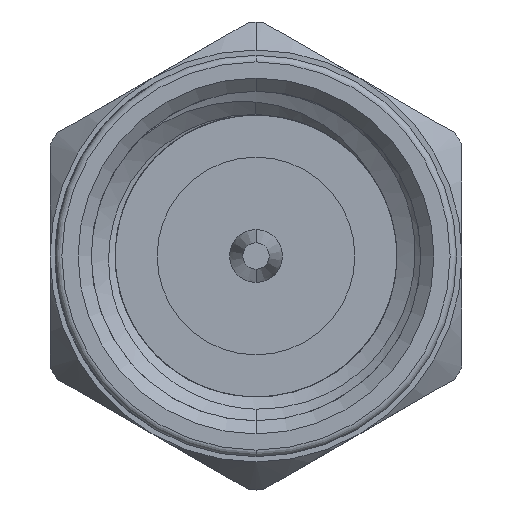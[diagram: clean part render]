
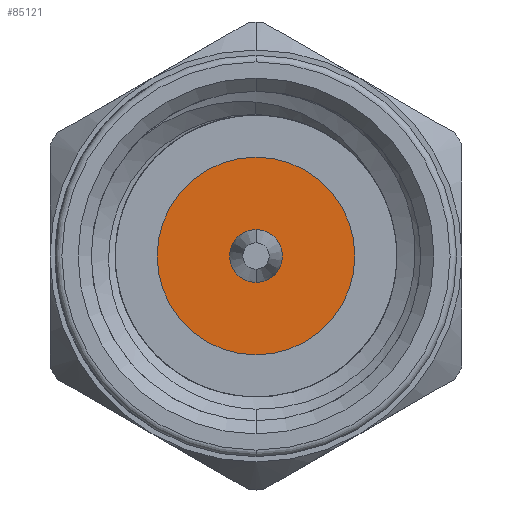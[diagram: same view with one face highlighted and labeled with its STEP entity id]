
A CAD part, front view. The second image highlights one B-rep face of the part: STEP entity #85121.
In plain terms, the highlighted face is planar.
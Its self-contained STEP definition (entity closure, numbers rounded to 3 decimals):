
#632 = AXIS2_PLACEMENT_3D ( 'NONE', #89111, #35564, #44292 ) ;
#1175 = EDGE_CURVE ( 'NONE', #13524, #51209, #24663, .T. ) ;
#4180 = CARTESIAN_POINT ( 'NONE',  ( -18.288, 0., 0. ) ) ;
#13524 = VERTEX_POINT ( 'NONE', #104390 ) ;
#18612 = DIRECTION ( 'NONE',  ( 0., 0., 1. ) ) ;
#19739 = CIRCLE ( 'NONE', #30939, 0.508 ) ;
#22604 = DIRECTION ( 'NONE',  ( -1., 0., 0. ) ) ;
#24663 = CIRCLE ( 'NONE', #47758, 1.905 ) ;
#25250 = PLANE ( 'NONE',  #632 ) ;
#25538 = CIRCLE ( 'NONE', #37643, 1.905 ) ;
#25871 = EDGE_LOOP ( 'NONE', ( #46723, #38154 ) ) ;
#30939 = AXIS2_PLACEMENT_3D ( 'NONE', #88968, #34245, #18612 ) ;
#34245 = DIRECTION ( 'NONE',  ( -1., 0., 0. ) ) ;
#35271 = EDGE_CURVE ( 'NONE', #92005, #90679, #19739, .T. ) ;
#35564 = DIRECTION ( 'NONE',  ( -1., 0., 0. ) ) ;
#37643 = AXIS2_PLACEMENT_3D ( 'NONE', #86328, #104198, #110980 ) ;
#38154 = ORIENTED_EDGE ( 'NONE', *, *, #85587, .F. ) ;
#44292 = DIRECTION ( 'NONE',  ( 0., 0., 1. ) ) ;
#46723 = ORIENTED_EDGE ( 'NONE', *, *, #35271, .F. ) ;
#47758 = AXIS2_PLACEMENT_3D ( 'NONE', #4180, #114276, #78390 ) ;
#50143 = DIRECTION ( 'NONE',  ( 0., 0., 1. ) ) ;
#51209 = VERTEX_POINT ( 'NONE', #101522 ) ;
#53244 = FACE_OUTER_BOUND ( 'NONE', #82229, .T. ) ;
#55074 = CARTESIAN_POINT ( 'NONE',  ( -18.288, 0., -0.508 ) ) ;
#72094 = CARTESIAN_POINT ( 'NONE',  ( -18.288, 0., 0.508 ) ) ;
#73335 = AXIS2_PLACEMENT_3D ( 'NONE', #86075, #22604, #50143 ) ;
#73664 = ORIENTED_EDGE ( 'NONE', *, *, #99240, .T. ) ;
#77471 = CIRCLE ( 'NONE', #73335, 0.508 ) ;
#78390 = DIRECTION ( 'NONE',  ( 0., 0., 1. ) ) ;
#82229 = EDGE_LOOP ( 'NONE', ( #73664, #115924 ) ) ;
#85121 = ADVANCED_FACE ( 'NONE', ( #53244, #95982 ), #25250, .T. ) ;
#85587 = EDGE_CURVE ( 'NONE', #90679, #92005, #77471, .T. ) ;
#86075 = CARTESIAN_POINT ( 'NONE',  ( -18.288, 0., 0. ) ) ;
#86328 = CARTESIAN_POINT ( 'NONE',  ( -18.288, 0., 0. ) ) ;
#88968 = CARTESIAN_POINT ( 'NONE',  ( -18.288, 0., 0. ) ) ;
#89111 = CARTESIAN_POINT ( 'NONE',  ( -18.288, 3.867, 0. ) ) ;
#90679 = VERTEX_POINT ( 'NONE', #72094 ) ;
#92005 = VERTEX_POINT ( 'NONE', #55074 ) ;
#95982 = FACE_BOUND ( 'NONE', #25871, .T. ) ;
#99240 = EDGE_CURVE ( 'NONE', #51209, #13524, #25538, .T. ) ;
#101522 = CARTESIAN_POINT ( 'NONE',  ( -18.288, 0., -1.905 ) ) ;
#104198 = DIRECTION ( 'NONE',  ( -1., 0., 0. ) ) ;
#104390 = CARTESIAN_POINT ( 'NONE',  ( -18.288, 0., 1.905 ) ) ;
#110980 = DIRECTION ( 'NONE',  ( 0., 0., 1. ) ) ;
#114276 = DIRECTION ( 'NONE',  ( -1., 0., 0. ) ) ;
#115924 = ORIENTED_EDGE ( 'NONE', *, *, #1175, .T. ) ;
